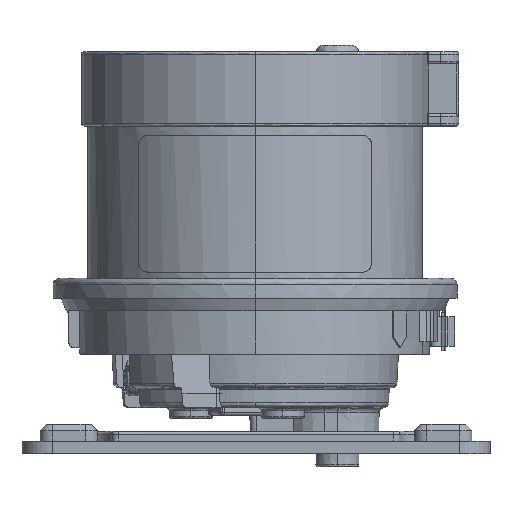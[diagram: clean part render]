
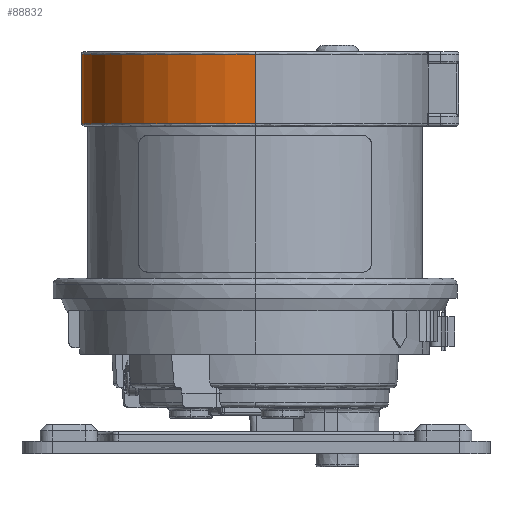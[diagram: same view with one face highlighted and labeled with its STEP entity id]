
A CAD part, left-side view. The second image highlights one B-rep face of the part: STEP entity #88832.
In plain terms, the highlighted cylindrical face has radius 27.9 mm (diameter 55.8 mm), a partial arc.
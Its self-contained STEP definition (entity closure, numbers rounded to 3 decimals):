
#700 = CARTESIAN_POINT ( 'NONE',  ( -27.75, 0.15, -0.55 ) ) ;
#1798 = CIRCLE ( 'NONE', #103050, 27.9 ) ;
#5673 = VECTOR ( 'NONE', #42318, 1000. ) ;
#6296 = AXIS2_PLACEMENT_3D ( 'NONE', #30431, #40063, #38826 ) ;
#6615 = VERTEX_POINT ( 'NONE', #30522 ) ;
#10243 = DIRECTION ( 'NONE',  ( 0., 0., 1. ) ) ;
#10848 = CARTESIAN_POINT ( 'NONE',  ( 0.15, 0.15, -12.15 ) ) ;
#11389 = CARTESIAN_POINT ( 'NONE',  ( -27.75, 0.15, -12.15 ) ) ;
#20822 = FACE_OUTER_BOUND ( 'NONE', #115980, .T. ) ;
#23206 = VERTEX_POINT ( 'NONE', #11389 ) ;
#23586 = EDGE_CURVE ( 'NONE', #6615, #26879, #25976, .T. ) ;
#25976 = CIRCLE ( 'NONE', #115727, 27.9 ) ;
#26879 = VERTEX_POINT ( 'NONE', #106535 ) ;
#30431 = CARTESIAN_POINT ( 'NONE',  ( 0.15, 0.15, -0.55 ) ) ;
#30522 = CARTESIAN_POINT ( 'NONE',  ( 28.05, 0.15, -0.95 ) ) ;
#33798 = ORIENTED_EDGE ( 'NONE', *, *, #23586, .F. ) ;
#38826 = DIRECTION ( 'NONE',  ( 1., 0., 0. ) ) ;
#39664 = CARTESIAN_POINT ( 'NONE',  ( 0.15, 0.15, -0.95 ) ) ;
#40063 = DIRECTION ( 'NONE',  ( 0., 0., 1. ) ) ;
#42318 = DIRECTION ( 'NONE',  ( 0., 0., 1. ) ) ;
#49724 = EDGE_CURVE ( 'NONE', #23206, #26879, #72885, .T. ) ;
#55672 = ORIENTED_EDGE ( 'NONE', *, *, #70050, .F. ) ;
#56490 = LINE ( 'NONE', #80827, #5673 ) ;
#58021 = DIRECTION ( 'NONE',  ( 0., 0., 1. ) ) ;
#58478 = CARTESIAN_POINT ( 'NONE',  ( 28.05, 0.15, -12.15 ) ) ;
#59603 = CYLINDRICAL_SURFACE ( 'NONE', #6296, 27.9 ) ;
#66298 = VERTEX_POINT ( 'NONE', #58478 ) ;
#70050 = EDGE_CURVE ( 'NONE', #66298, #6615, #56490, .T. ) ;
#72885 = LINE ( 'NONE', #700, #105696 ) ;
#80827 = CARTESIAN_POINT ( 'NONE',  ( 28.05, 0.15, -0.55 ) ) ;
#88832 = ADVANCED_FACE ( 'NONE', ( #20822 ), #59603, .T. ) ;
#95717 = DIRECTION ( 'NONE',  ( 1., 0., 0. ) ) ;
#103050 = AXIS2_PLACEMENT_3D ( 'NONE', #10848, #104891, #95717 ) ;
#104891 = DIRECTION ( 'NONE',  ( 0., 0., 1. ) ) ;
#105677 = DIRECTION ( 'NONE',  ( 1., 0., 0. ) ) ;
#105696 = VECTOR ( 'NONE', #10243, 1000. ) ;
#106535 = CARTESIAN_POINT ( 'NONE',  ( -27.75, 0.15, -0.95 ) ) ;
#113112 = EDGE_CURVE ( 'NONE', #66298, #23206, #1798, .T. ) ;
#115727 = AXIS2_PLACEMENT_3D ( 'NONE', #39664, #58021, #105677 ) ;
#115980 = EDGE_LOOP ( 'NONE', ( #121144, #116658, #33798, #55672 ) ) ;
#116658 = ORIENTED_EDGE ( 'NONE', *, *, #49724, .T. ) ;
#121144 = ORIENTED_EDGE ( 'NONE', *, *, #113112, .T. ) ;
